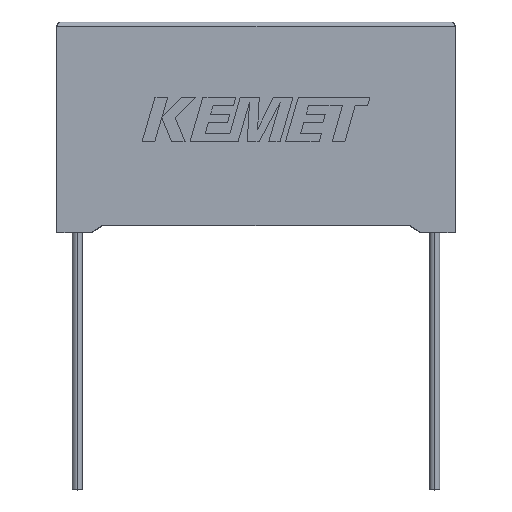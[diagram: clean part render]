
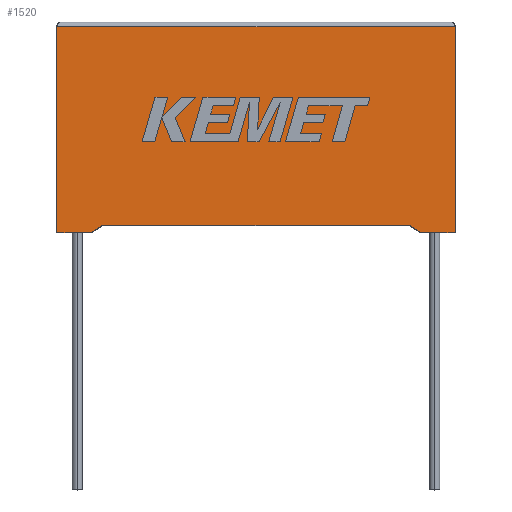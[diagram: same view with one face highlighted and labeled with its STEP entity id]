
A CAD part, top view. The second image highlights one B-rep face of the part: STEP entity #1520.
In plain terms, the highlighted planar face has unit normal (0, 0, 1).
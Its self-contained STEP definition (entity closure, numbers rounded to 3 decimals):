
#4 = PLANE ( 'NONE',  #633 ) ;
#10 = VERTEX_POINT ( 'NONE', #1413 ) ;
#74 = DIRECTION ( 'NONE',  ( 0., -1., 0. ) ) ;
#195 = VECTOR ( 'NONE', #2301, 1000. ) ;
#199 = EDGE_CURVE ( 'NONE', #2438, #239, #655, .T. ) ;
#211 = LINE ( 'NONE', #2272, #2040 ) ;
#239 = VERTEX_POINT ( 'NONE', #3003 ) ;
#294 = CARTESIAN_POINT ( 'NONE',  ( 0., 0., 11.3 ) ) ;
#302 = CARTESIAN_POINT ( 'NONE',  ( 38.15, 0., 11.3 ) ) ;
#324 = ORIENTED_EDGE ( 'NONE', *, *, #199, .T. ) ;
#352 = LINE ( 'NONE', #302, #2529 ) ;
#425 = CARTESIAN_POINT ( 'NONE',  ( 20.9, 0.762, 11.3 ) ) ;
#575 = VECTOR ( 'NONE', #2793, 1000. ) ;
#579 = CARTESIAN_POINT ( 'NONE',  ( 0., 0., 11.3 ) ) ;
#633 = AXIS2_PLACEMENT_3D ( 'NONE', #1669, #1113, #1344 ) ;
#634 = ORIENTED_EDGE ( 'NONE', *, *, #1497, .F. ) ;
#655 = LINE ( 'NONE', #2514, #575 ) ;
#780 = VECTOR ( 'NONE', #2510, 1000. ) ;
#809 = VECTOR ( 'NONE', #1085, 1000. ) ;
#826 = DIRECTION ( 'NONE',  ( 1., 0., 0. ) ) ;
#885 = EDGE_CURVE ( 'NONE', #10, #2277, #1585, .T. ) ;
#927 = ORIENTED_EDGE ( 'NONE', *, *, #2970, .T. ) ;
#1085 = DIRECTION ( 'NONE',  ( 0., 1., 0. ) ) ;
#1093 = DIRECTION ( 'NONE',  ( 1., 0., 0. ) ) ;
#1113 = DIRECTION ( 'NONE',  ( 0., 0., -1. ) ) ;
#1217 = CARTESIAN_POINT ( 'NONE',  ( 41.8, 0., 11.3 ) ) ;
#1242 = CARTESIAN_POINT ( 'NONE',  ( 3.65, 0., 11.3 ) ) ;
#1271 = EDGE_LOOP ( 'NONE', ( #2719, #324, #2528, #927, #634, #2971, #2717, #2610 ) ) ;
#1313 = VECTOR ( 'NONE', #74, 1000. ) ;
#1344 = DIRECTION ( 'NONE',  ( -1., 0., 0. ) ) ;
#1413 = CARTESIAN_POINT ( 'NONE',  ( 36.989, 0.762, 11.3 ) ) ;
#1481 = LINE ( 'NONE', #294, #1313 ) ;
#1497 = EDGE_CURVE ( 'NONE', #2277, #1682, #1818, .T. ) ;
#1508 = CARTESIAN_POINT ( 'NONE',  ( 38.15, 0., 11.3 ) ) ;
#1515 = CARTESIAN_POINT ( 'NONE',  ( 0., 0., 11.3 ) ) ;
#1520 = ADVANCED_FACE ( 'NONE', ( #2106 ), #4, .F. ) ;
#1585 = LINE ( 'NONE', #425, #195 ) ;
#1646 = VERTEX_POINT ( 'NONE', #1217 ) ;
#1669 = CARTESIAN_POINT ( 'NONE',  ( 0., 0., 11.3 ) ) ;
#1682 = VERTEX_POINT ( 'NONE', #1242 ) ;
#1818 = LINE ( 'NONE', #2759, #780 ) ;
#1823 = EDGE_CURVE ( 'NONE', #2361, #1646, #211, .T. ) ;
#1944 = LINE ( 'NONE', #2931, #809 ) ;
#2040 = VECTOR ( 'NONE', #1093, 1000. ) ;
#2106 = FACE_OUTER_BOUND ( 'NONE', #1271, .T. ) ;
#2233 = DIRECTION ( 'NONE',  ( 0.836, -0.549, 0. ) ) ;
#2272 = CARTESIAN_POINT ( 'NONE',  ( 0., 0., 11.3 ) ) ;
#2277 = VERTEX_POINT ( 'NONE', #2926 ) ;
#2301 = DIRECTION ( 'NONE',  ( -1., 0., 0. ) ) ;
#2361 = VERTEX_POINT ( 'NONE', #1508 ) ;
#2362 = EDGE_CURVE ( 'NONE', #10, #2361, #352, .T. ) ;
#2438 = VERTEX_POINT ( 'NONE', #2945 ) ;
#2481 = LINE ( 'NONE', #1515, #2938 ) ;
#2510 = DIRECTION ( 'NONE',  ( -0.836, -0.549, 0. ) ) ;
#2514 = CARTESIAN_POINT ( 'NONE',  ( 0., 21.6, 11.3 ) ) ;
#2528 = ORIENTED_EDGE ( 'NONE', *, *, #2587, .T. ) ;
#2529 = VECTOR ( 'NONE', #2233, 1000. ) ;
#2587 = EDGE_CURVE ( 'NONE', #239, #2966, #1481, .T. ) ;
#2610 = ORIENTED_EDGE ( 'NONE', *, *, #1823, .T. ) ;
#2717 = ORIENTED_EDGE ( 'NONE', *, *, #2362, .T. ) ;
#2719 = ORIENTED_EDGE ( 'NONE', *, *, #2929, .T. ) ;
#2759 = CARTESIAN_POINT ( 'NONE',  ( 3.65, 0., 11.3 ) ) ;
#2793 = DIRECTION ( 'NONE',  ( -1., 0., 0. ) ) ;
#2926 = CARTESIAN_POINT ( 'NONE',  ( 4.811, 0.762, 11.3 ) ) ;
#2929 = EDGE_CURVE ( 'NONE', #1646, #2438, #1944, .T. ) ;
#2931 = CARTESIAN_POINT ( 'NONE',  ( 41.8, 0., 11.3 ) ) ;
#2938 = VECTOR ( 'NONE', #826, 1000. ) ;
#2945 = CARTESIAN_POINT ( 'NONE',  ( 41.8, 21.6, 11.3 ) ) ;
#2966 = VERTEX_POINT ( 'NONE', #579 ) ;
#2970 = EDGE_CURVE ( 'NONE', #2966, #1682, #2481, .T. ) ;
#2971 = ORIENTED_EDGE ( 'NONE', *, *, #885, .F. ) ;
#3003 = CARTESIAN_POINT ( 'NONE',  ( 0., 21.6, 11.3 ) ) ;
